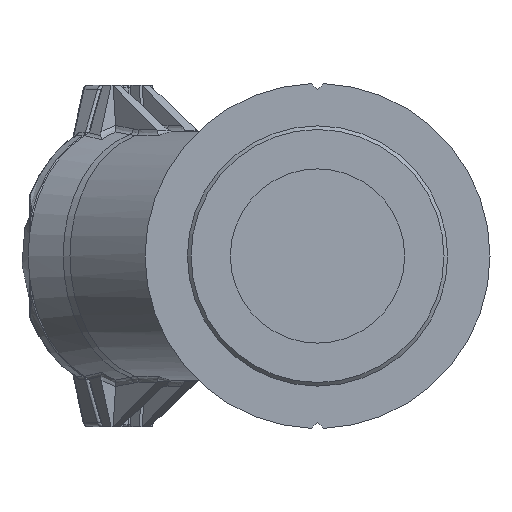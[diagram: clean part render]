
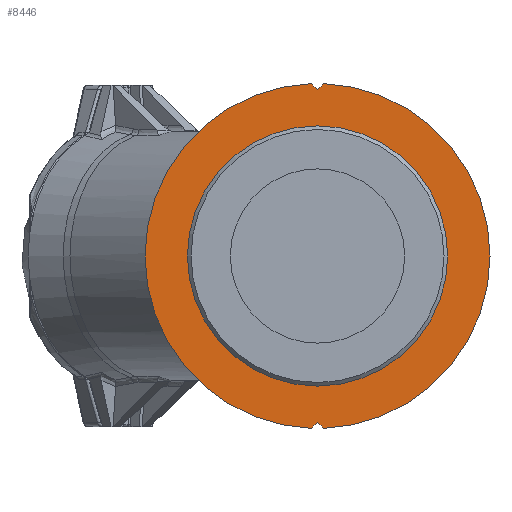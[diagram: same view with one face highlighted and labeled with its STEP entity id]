
A CAD part, left-side view. The second image highlights one B-rep face of the part: STEP entity #8446.
In plain terms, the highlighted planar face has unit normal (-1, 0, 0).
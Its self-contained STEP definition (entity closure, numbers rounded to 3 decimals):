
#32 = AXIS2_PLACEMENT_3D ( 'NONE', #303, #304, #305 ) ;
#33 = AXIS2_PLACEMENT_3D ( 'NONE', #306, #307, #308 ) ;
#34 = AXIS2_PLACEMENT_3D ( 'NONE', #320, #322, #323 ) ;
#253 = AXIS2_PLACEMENT_3D ( 'NONE', #5243, #5247, #5248 ) ;
#301 = CARTESIAN_POINT ( 'NONE',  ( -84.5, 15., 122.5 ) ) ;
#302 = CARTESIAN_POINT ( 'NONE',  ( -84.5, 15., -122.5 ) ) ;
#303 = CARTESIAN_POINT ( 'NONE',  ( -84.5, 0., 0. ) ) ;
#304 = DIRECTION ( 'NONE',  ( 1., 0., 0. ) ) ;
#305 = DIRECTION ( 'NONE',  ( 0., 1., 0. ) ) ;
#306 = CARTESIAN_POINT ( 'NONE',  ( -84.5, 0., 0. ) ) ;
#307 = DIRECTION ( 'NONE',  ( 1., 0., 0. ) ) ;
#308 = DIRECTION ( 'NONE',  ( 0., 1., 0. ) ) ;
#309 = DIRECTION ( 'NONE',  ( 0., 0.707, 0.707 ) ) ;
#311 = CARTESIAN_POINT ( 'NONE',  ( -84.5, -122.5, 15. ) ) ;
#312 = DIRECTION ( 'NONE',  ( 0., 0.707, -0.707 ) ) ;
#313 = DIRECTION ( 'NONE',  ( 0., 0.707, -0.707 ) ) ;
#314 = DIRECTION ( 'NONE',  ( 0., 0.707, 0.707 ) ) ;
#319 = CARTESIAN_POINT ( 'NONE',  ( -84.5, -122.5, -15. ) ) ;
#320 = CARTESIAN_POINT ( 'NONE',  ( -84.5, 0., 0. ) ) ;
#322 = DIRECTION ( 'NONE',  ( 1., 0., 0. ) ) ;
#323 = DIRECTION ( 'NONE',  ( 0., 1., 0. ) ) ;
#3775 = ORIENTED_EDGE ( 'NONE', *, *, #4216, .T. ) ;
#3776 = ORIENTED_EDGE ( 'NONE', *, *, #4217, .F. ) ;
#3777 = ORIENTED_EDGE ( 'NONE', *, *, #4215, .F. ) ;
#3778 = ORIENTED_EDGE ( 'NONE', *, *, #4218, .T. ) ;
#3779 = ORIENTED_EDGE ( 'NONE', *, *, #4219, .T. ) ;
#3780 = ORIENTED_EDGE ( 'NONE', *, *, #4220, .F. ) ;
#3781 = ORIENTED_EDGE ( 'NONE', *, *, #4221, .F. ) ;
#4215 = EDGE_CURVE ( 'NONE', #11025, #11015, #6665, .T. ) ;
#4216 = EDGE_CURVE ( 'NONE', #13833, #13833, #6668, .T. ) ;
#4217 = EDGE_CURVE ( 'NONE', #11015, #11023, #6670, .T. ) ;
#4218 = EDGE_CURVE ( 'NONE', #11025, #11016, #6669, .T. ) ;
#4219 = EDGE_CURVE ( 'NONE', #11016, #11028, #6666, .T. ) ;
#4220 = EDGE_CURVE ( 'NONE', #11026, #11028, #6674, .T. ) ;
#4221 = EDGE_CURVE ( 'NONE', #11023, #11026, #6673, .T. ) ;
#5243 = CARTESIAN_POINT ( 'NONE',  ( -84.5, -107.5, 0. ) ) ;
#5245 = PLANE ( 'NONE',  #253 ) ;
#5247 = DIRECTION ( 'NONE',  ( -1., 0., 0. ) ) ;
#5248 = DIRECTION ( 'NONE',  ( 0., -1., 0. ) ) ;
#6665 = CIRCLE ( 'NONE', #32, 142.5 ) ;
#6666 = LINE ( 'NONE', #311, #6675 ) ;
#6668 = CIRCLE ( 'NONE', #33, 107.5 ) ;
#6669 = LINE ( 'NONE', #301, #6671 ) ;
#6670 = LINE ( 'NONE', #302, #6672 ) ;
#6671 = VECTOR ( 'NONE', #313, 1000. ) ;
#6672 = VECTOR ( 'NONE', #309, 1000. ) ;
#6673 = LINE ( 'NONE', #319, #6678 ) ;
#6674 = CIRCLE ( 'NONE', #34, 142.5 ) ;
#6675 = VECTOR ( 'NONE', #314, 1000. ) ;
#6678 = VECTOR ( 'NONE', #312, 1000. ) ;
#7133 = FACE_OUTER_BOUND ( 'NONE', #9425, .T. ) ;
#7138 = FACE_BOUND ( 'NONE', #9414, .T. ) ;
#8446 = ADVANCED_FACE ( 'NONE', ( #7138, #7133 ), #5245, .T. ) ;
#9414 = EDGE_LOOP ( 'NONE', ( #3775 ) ) ;
#9425 = EDGE_LOOP ( 'NONE', ( #3776, #3777, #3778, #3779, #3780, #3781 ) ) ;
#11015 = VERTEX_POINT ( 'NONE', #13488 ) ;
#11016 = VERTEX_POINT ( 'NONE', #13489 ) ;
#11023 = VERTEX_POINT ( 'NONE', #13494 ) ;
#11025 = VERTEX_POINT ( 'NONE', #13496 ) ;
#11026 = VERTEX_POINT ( 'NONE', #13497 ) ;
#11028 = VERTEX_POINT ( 'NONE', #13499 ) ;
#13488 = CARTESIAN_POINT ( 'NONE',  ( -84.5, -4.915, -142.415 ) ) ;
#13489 = CARTESIAN_POINT ( 'NONE',  ( -84.5, 0., 137.5 ) ) ;
#13494 = CARTESIAN_POINT ( 'NONE',  ( -84.5, 0., -137.5 ) ) ;
#13496 = CARTESIAN_POINT ( 'NONE',  ( -84.5, -4.915, 142.415 ) ) ;
#13497 = CARTESIAN_POINT ( 'NONE',  ( -84.5, 4.915, -142.415 ) ) ;
#13499 = CARTESIAN_POINT ( 'NONE',  ( -84.5, 4.915, 142.415 ) ) ;
#13658 = CARTESIAN_POINT ( 'NONE',  ( -84.5, 107.5, 0. ) ) ;
#13833 = VERTEX_POINT ( 'NONE', #13658 ) ;
